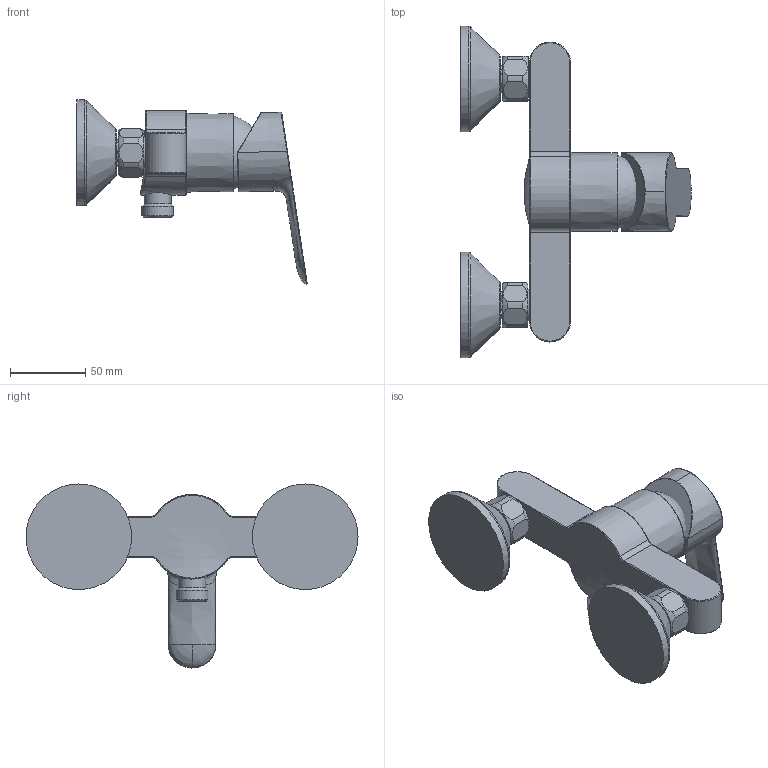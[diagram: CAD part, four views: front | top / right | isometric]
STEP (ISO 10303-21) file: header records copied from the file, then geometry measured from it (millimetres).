
FILE_DESCRIPTION(/* description */ ('Unknown'),/* implementation_level */ '2;1');
FILE_NAME(/* name */ '23333000',/* time_stamp */ '2022-09-07T03:41:02+02:00',/* author */ ('Unknown'),/* organization */ ('GROHE AG'),/* preprocessor_version */ 'ST-DEVELOPER v16.7',/* originating_system */ 'DEX',/* authorisation */ $);
FILE_SCHEMA (('AUTOMOTIVE_DESIGN {1 0 10303 214 3 1 1}'));
Length unit declared in the file: millimetre
Products named in the file (4): 23333000; id11; face1; xshell#1
Assembly tree (3 placements, depth 2):
  23333000
    id11
    face1
    xshell#1
Bounding box: 152.65 x 220 x 121.97 mm (x, y, z)
Surface area: 71056 mm2 (no closed solid volume)
Topology: 0 solids, 14 shells, 171 faces, 532 edges, 363 vertices
Faces by surface type: cylinder 56, plane 47, bspline 47, torus 15, cone 5, sphere 1
Full cylindrical faces by diameter (mm): 6.9 x1, 18 x1, 18.5 x3, 20.96 x1, 21 x2, 52.8 x1, 70 x2
Entity records: 10261 total; most frequent: CARTESIAN_POINT 5485, ORIENTED_EDGE 793, DIRECTION 732, EDGE_CURVE 490, VERTEX_POINT 350, AXIS2_PLACEMENT_3D 305, EDGE_LOOP 218, FACE_BOUND 218
